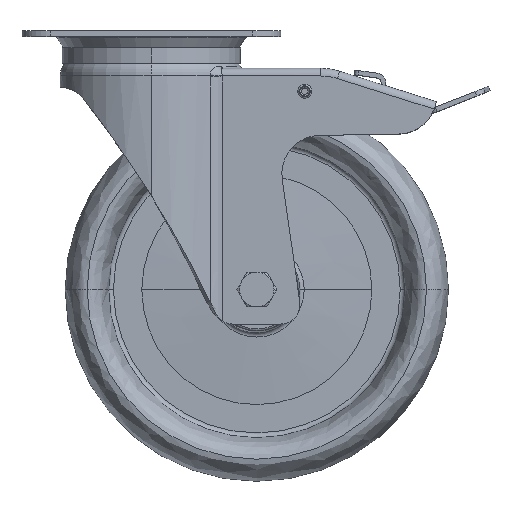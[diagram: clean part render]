
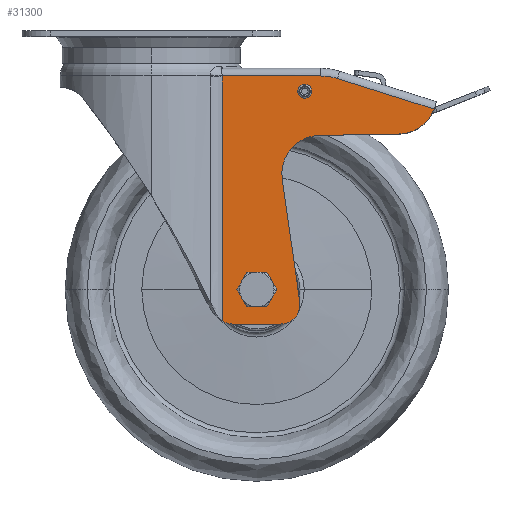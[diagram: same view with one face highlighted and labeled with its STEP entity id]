
A CAD part, top view. The second image highlights one B-rep face of the part: STEP entity #31300.
In plain terms, the highlighted planar face has unit normal (0, 0, 1).
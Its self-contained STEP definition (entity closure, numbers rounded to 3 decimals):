
#81 = DIRECTION ( 'NONE',  ( 0., 0., -1. ) ) ;
#176 = CARTESIAN_POINT ( 'NONE',  ( 42.505, -153., 34. ) ) ;
#1356 = AXIS2_PLACEMENT_3D ( 'NONE', #47013, #1759, #21566 ) ;
#1759 = DIRECTION ( 'NONE',  ( 0., 0., -1. ) ) ;
#2239 = EDGE_CURVE ( 'NONE', #29751, #3811, #29849, .T. ) ;
#2355 = AXIS2_PLACEMENT_3D ( 'NONE', #48899, #23720, #18089 ) ;
#2388 = CIRCLE ( 'NONE', #39313, 2.6 ) ;
#3108 = LINE ( 'NONE', #38458, #42534 ) ;
#3485 = ORIENTED_EDGE ( 'NONE', *, *, #9361, .F. ) ;
#3514 = CARTESIAN_POINT ( 'NONE',  ( 48.9, -135., 34. ) ) ;
#3574 = DIRECTION ( 'NONE',  ( 0.141, -0.99, 0. ) ) ;
#3811 = VERTEX_POINT ( 'NONE', #19949 ) ;
#4543 = CARTESIAN_POINT ( 'NONE',  ( 129.074, -53.899, 34. ) ) ;
#4709 = EDGE_LOOP ( 'NONE', ( #54461, #3485 ) ) ;
#5292 = EDGE_CURVE ( 'NONE', #22044, #20607, #2388, .T. ) ;
#5439 = ORIENTED_EDGE ( 'NONE', *, *, #19971, .F. ) ;
#6510 = EDGE_CURVE ( 'NONE', #8421, #39139, #37635, .T. ) ;
#6710 = CIRCLE ( 'NONE', #60684, 20. ) ;
#6958 = CARTESIAN_POINT ( 'NONE',  ( 88.05, -74.6, 34. ) ) ;
#7327 = CIRCLE ( 'NONE', #11532, 10. ) ;
#8024 = DIRECTION ( 'NONE',  ( 0., 0., 1. ) ) ;
#8421 = VERTEX_POINT ( 'NONE', #21134 ) ;
#9251 = AXIS2_PLACEMENT_3D ( 'NONE', #42279, #21141, #17463 ) ;
#9361 = EDGE_CURVE ( 'NONE', #20607, #22044, #17659, .T. ) ;
#9596 = CIRCLE ( 'NONE', #24358, 10. ) ;
#9689 = CARTESIAN_POINT ( 'NONE',  ( 128.734, -33.902, 34. ) ) ;
#10477 = CARTESIAN_POINT ( 'NONE',  ( 37.015, -23.6, 34. ) ) ;
#10498 = LINE ( 'NONE', #36883, #30848 ) ;
#10699 = ORIENTED_EDGE ( 'NONE', *, *, #6510, .F. ) ;
#11486 = CARTESIAN_POINT ( 'NONE',  ( 67.505, -143., 34. ) ) ;
#11532 = AXIS2_PLACEMENT_3D ( 'NONE', #11486, #47511, #36584 ) ;
#12645 = VERTEX_POINT ( 'NONE', #16987 ) ;
#13366 = EDGE_CURVE ( 'NONE', #57531, #24652, #34292, .T. ) ;
#14032 = LINE ( 'NONE', #49810, #43293 ) ;
#14232 = ORIENTED_EDGE ( 'NONE', *, *, #15586, .F. ) ;
#14292 = DIRECTION ( 'NONE',  ( -1., 0., 0. ) ) ;
#15284 = CARTESIAN_POINT ( 'NONE',  ( 77.4, -31.6, 34. ) ) ;
#15586 = EDGE_CURVE ( 'NONE', #41178, #50005, #55037, .T. ) ;
#16609 = VERTEX_POINT ( 'NONE', #61281 ) ;
#16987 = CARTESIAN_POINT ( 'NONE',  ( 87.71, -54.603, 34. ) ) ;
#17222 = CARTESIAN_POINT ( 'NONE',  ( 37.017, -151.359, 34. ) ) ;
#17463 = DIRECTION ( 'NONE',  ( 1., 0., 0. ) ) ;
#17659 = CIRCLE ( 'NONE', #55780, 2.6 ) ;
#18089 = DIRECTION ( 'NONE',  ( -1., 0., 0. ) ) ;
#18806 = B_SPLINE_CURVE_WITH_KNOTS ( 'NONE', 3,
 ( #10477, #65551, #20363, #19377 ),
 .UNSPECIFIED., .F., .F.,
 ( 4, 4 ),
 ( 0., 1. ),
 .UNSPECIFIED. ) ;
#19377 = CARTESIAN_POINT ( 'NONE',  ( 37.017, -151.359, 34. ) ) ;
#19506 = PLANE ( 'NONE',  #9251 ) ;
#19891 = DIRECTION ( 'NONE',  ( 0., -1., 0. ) ) ;
#19949 = CARTESIAN_POINT ( 'NONE',  ( 96.991, -24.942, 34. ) ) ;
#19971 = EDGE_CURVE ( 'NONE', #16609, #65388, #3108, .T. ) ;
#20315 = CARTESIAN_POINT ( 'NONE',  ( 55., -135., 34. ) ) ;
#20363 = CARTESIAN_POINT ( 'NONE',  ( 37.016, -108.773, 34. ) ) ;
#20368 = ORIENTED_EDGE ( 'NONE', *, *, #32588, .F. ) ;
#20381 = EDGE_CURVE ( 'NONE', #12645, #57531, #6710, .T. ) ;
#20607 = VERTEX_POINT ( 'NONE', #31357 ) ;
#20862 = DIRECTION ( 'NONE',  ( 0., 0., -1. ) ) ;
#21134 = CARTESIAN_POINT ( 'NONE',  ( 61.1, -135., 34. ) ) ;
#21141 = DIRECTION ( 'NONE',  ( 0., 0., 1. ) ) ;
#21566 = DIRECTION ( 'NONE',  ( 0., 1., 0. ) ) ;
#21612 = EDGE_CURVE ( 'NONE', #50005, #12645, #22697, .T. ) ;
#21642 = CARTESIAN_POINT ( 'NONE',  ( 80., -31.6, 34. ) ) ;
#22044 = VERTEX_POINT ( 'NONE', #15284 ) ;
#22697 = LINE ( 'NONE', #32950, #43735 ) ;
#23096 = CARTESIAN_POINT ( 'NONE',  ( 147.483, -40.862, 34. ) ) ;
#23345 = ORIENTED_EDGE ( 'NONE', *, *, #39107, .F. ) ;
#23444 = EDGE_LOOP ( 'NONE', ( #20368, #42909, #38219, #49557, #14232, #23345, #45241, #31799, #30521, #53307, #5439 ) ) ;
#23506 = CARTESIAN_POINT ( 'NONE',  ( 80., -31.6, 34. ) ) ;
#23720 = DIRECTION ( 'NONE',  ( 0., 0., 1. ) ) ;
#24358 = AXIS2_PLACEMENT_3D ( 'NONE', #55384, #20862, #19891 ) ;
#24652 = VERTEX_POINT ( 'NONE', #62612 ) ;
#25267 = DIRECTION ( 'NONE',  ( 1., 0., 0. ) ) ;
#25432 = FACE_BOUND ( 'NONE', #4709, .T. ) ;
#25773 = FACE_OUTER_BOUND ( 'NONE', #23444, .T. ) ;
#26017 = AXIS2_PLACEMENT_3D ( 'NONE', #20315, #50472, #25267 ) ;
#27129 = EDGE_CURVE ( 'NONE', #65388, #37846, #9596, .T. ) ;
#27490 = DIRECTION ( 'NONE',  ( 1., 0., 0. ) ) ;
#28161 = DIRECTION ( 'NONE',  ( -1., 0., 0. ) ) ;
#29317 = CARTESIAN_POINT ( 'NONE',  ( 68.25, -77.425, 34. ) ) ;
#29751 = VERTEX_POINT ( 'NONE', #65404 ) ;
#29849 = CIRCLE ( 'NONE', #1356, 29. ) ;
#30521 = ORIENTED_EDGE ( 'NONE', *, *, #63175, .T. ) ;
#30848 = VECTOR ( 'NONE', #46804, 1000. ) ;
#31300 = ADVANCED_FACE ( 'NONE', ( #25432, #34699, #25773 ), #19506, .T. ) ;
#31357 = CARTESIAN_POINT ( 'NONE',  ( 82.6, -31.6, 34. ) ) ;
#31799 = ORIENTED_EDGE ( 'NONE', *, *, #40717, .T. ) ;
#32449 = DIRECTION ( 'NONE',  ( 0., 0., 1. ) ) ;
#32588 = EDGE_CURVE ( 'NONE', #24652, #16609, #7327, .T. ) ;
#32950 = CARTESIAN_POINT ( 'NONE',  ( 129.074, -53.899, 34. ) ) ;
#33278 = DIRECTION ( 'NONE',  ( -1., -0.017, 0. ) ) ;
#34292 = LINE ( 'NONE', #29317, #48413 ) ;
#34699 = FACE_BOUND ( 'NONE', #43116, .T. ) ;
#36584 = DIRECTION ( 'NONE',  ( 0.99, 0.141, 0. ) ) ;
#36883 = CARTESIAN_POINT ( 'NONE',  ( 88.271, -23.6, 34. ) ) ;
#37635 = CIRCLE ( 'NONE', #26017, 6.1 ) ;
#37846 = VERTEX_POINT ( 'NONE', #17222 ) ;
#38219 = ORIENTED_EDGE ( 'NONE', *, *, #20381, .F. ) ;
#38458 = CARTESIAN_POINT ( 'NONE',  ( 55.005, -153., 34. ) ) ;
#39107 = EDGE_CURVE ( 'NONE', #3811, #41178, #14032, .T. ) ;
#39139 = VERTEX_POINT ( 'NONE', #3514 ) ;
#39313 = AXIS2_PLACEMENT_3D ( 'NONE', #21642, #8024, #28161 ) ;
#39823 = ORIENTED_EDGE ( 'NONE', *, *, #48610, .F. ) ;
#40717 = EDGE_CURVE ( 'NONE', #29751, #53949, #10498, .T. ) ;
#41178 = VERTEX_POINT ( 'NONE', #23096 ) ;
#42279 = CARTESIAN_POINT ( 'NONE',  ( 0., -169.6, 34. ) ) ;
#42534 = VECTOR ( 'NONE', #14292, 1000. ) ;
#42909 = ORIENTED_EDGE ( 'NONE', *, *, #13366, .F. ) ;
#43116 = EDGE_LOOP ( 'NONE', ( #39823, #10699 ) ) ;
#43293 = VECTOR ( 'NONE', #44816, 1000. ) ;
#43735 = VECTOR ( 'NONE', #33278, 1000. ) ;
#44816 = DIRECTION ( 'NONE',  ( 0.954, -0.301, 0. ) ) ;
#45061 = DIRECTION ( 'NONE',  ( 0.937, -0.348, 0. ) ) ;
#45241 = ORIENTED_EDGE ( 'NONE', *, *, #2239, .F. ) ;
#46248 = DIRECTION ( 'NONE',  ( -0.017, 1., 0. ) ) ;
#46804 = DIRECTION ( 'NONE',  ( -1., 0., 0. ) ) ;
#47013 = CARTESIAN_POINT ( 'NONE',  ( 88.271, -52.6, 34. ) ) ;
#47511 = DIRECTION ( 'NONE',  ( 0., 0., -1. ) ) ;
#48413 = VECTOR ( 'NONE', #3574, 1000. ) ;
#48610 = EDGE_CURVE ( 'NONE', #39139, #8421, #56284, .T. ) ;
#48899 = CARTESIAN_POINT ( 'NONE',  ( 55., -135., 34. ) ) ;
#49557 = ORIENTED_EDGE ( 'NONE', *, *, #21612, .F. ) ;
#49751 = CARTESIAN_POINT ( 'NONE',  ( 37.015, -23.6, 34. ) ) ;
#49810 = CARTESIAN_POINT ( 'NONE',  ( 96.991, -24.942, 34. ) ) ;
#50005 = VERTEX_POINT ( 'NONE', #4543 ) ;
#50472 = DIRECTION ( 'NONE',  ( 0., 0., 1. ) ) ;
#52636 = DIRECTION ( 'NONE',  ( 0., 0., 1. ) ) ;
#53307 = ORIENTED_EDGE ( 'NONE', *, *, #27129, .F. ) ;
#53949 = VERTEX_POINT ( 'NONE', #49751 ) ;
#54461 = ORIENTED_EDGE ( 'NONE', *, *, #5292, .F. ) ;
#55037 = CIRCLE ( 'NONE', #63574, 20. ) ;
#55384 = CARTESIAN_POINT ( 'NONE',  ( 42.505, -143., 34. ) ) ;
#55780 = AXIS2_PLACEMENT_3D ( 'NONE', #23506, #32449, #27490 ) ;
#56284 = CIRCLE ( 'NONE', #2355, 6.1 ) ;
#57531 = VERTEX_POINT ( 'NONE', #57964 ) ;
#57964 = CARTESIAN_POINT ( 'NONE',  ( 68.25, -77.425, 34. ) ) ;
#60684 = AXIS2_PLACEMENT_3D ( 'NONE', #6958, #52636, #46248 ) ;
#61281 = CARTESIAN_POINT ( 'NONE',  ( 67.505, -153., 34. ) ) ;
#62612 = CARTESIAN_POINT ( 'NONE',  ( 77.405, -141.588, 34. ) ) ;
#63175 = EDGE_CURVE ( 'NONE', #53949, #37846, #18806, .T. ) ;
#63574 = AXIS2_PLACEMENT_3D ( 'NONE', #9689, #81, #45061 ) ;
#65388 = VERTEX_POINT ( 'NONE', #176 ) ;
#65404 = CARTESIAN_POINT ( 'NONE',  ( 88.271, -23.6, 34. ) ) ;
#65551 = CARTESIAN_POINT ( 'NONE',  ( 37.016, -66.186, 34. ) ) ;
